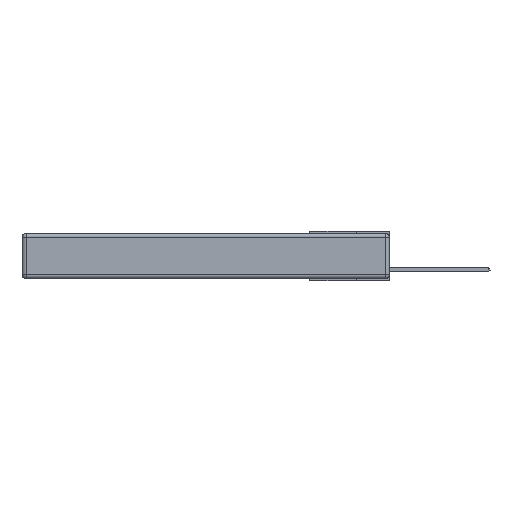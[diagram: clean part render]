
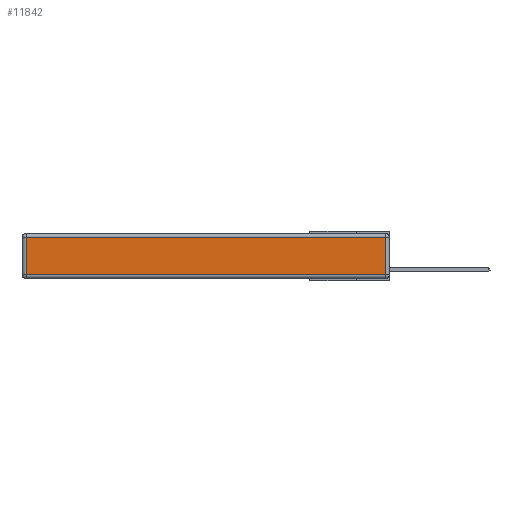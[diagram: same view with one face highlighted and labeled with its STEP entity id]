
A CAD part, left-side view. The second image highlights one B-rep face of the part: STEP entity #11842.
In plain terms, the highlighted planar face has unit normal (-1, 0, 0).
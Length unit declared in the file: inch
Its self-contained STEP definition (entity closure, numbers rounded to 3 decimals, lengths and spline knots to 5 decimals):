
#413 = DIRECTION ( 'NONE',  ( -1., 0., 0. ) ) ;
#632 = DIRECTION ( 'NONE',  ( 0., 1., 0. ) ) ;
#1446 = ORIENTED_EDGE ( 'NONE', *, *, #15197, .T. ) ;
#2073 = CARTESIAN_POINT ( 'NONE',  ( 0., 0.03, -0.03 ) ) ;
#3211 = CARTESIAN_POINT ( 'NONE',  ( 0., 2.72, -0.343 ) ) ;
#3275 = DIRECTION ( 'NONE',  ( 0., 0., 1. ) ) ;
#4260 = VECTOR ( 'NONE', #632, 39.37008 ) ;
#4284 = LINE ( 'NONE', #6026, #10769 ) ;
#4642 = DIRECTION ( 'NONE',  ( 0., 0., -1. ) ) ;
#6026 = CARTESIAN_POINT ( 'NONE',  ( 0., 0.03, -0.343 ) ) ;
#6581 = EDGE_LOOP ( 'NONE', ( #1446, #9809, #10428, #11824 ) ) ;
#6671 = VECTOR ( 'NONE', #4642, 39.37008 ) ;
#7282 = FACE_OUTER_BOUND ( 'NONE', #6581, .T. ) ;
#7405 = DIRECTION ( 'NONE',  ( 0., 0., 1. ) ) ;
#9109 = LINE ( 'NONE', #3211, #6671 ) ;
#9517 = VERTEX_POINT ( 'NONE', #16658 ) ;
#9809 = ORIENTED_EDGE ( 'NONE', *, *, #17675, .T. ) ;
#10428 = ORIENTED_EDGE ( 'NONE', *, *, #12271, .T. ) ;
#10769 = VECTOR ( 'NONE', #7405, 39.37008 ) ;
#11186 = LINE ( 'NONE', #14662, #4260 ) ;
#11594 = CARTESIAN_POINT ( 'NONE',  ( 0., 0., -0.313 ) ) ;
#11725 = AXIS2_PLACEMENT_3D ( 'NONE', #13306, #413, #3275 ) ;
#11824 = ORIENTED_EDGE ( 'NONE', *, *, #14050, .T. ) ;
#11842 = ADVANCED_FACE ( 'NONE', ( #7282 ), #17471, .T. ) ;
#12271 = EDGE_CURVE ( 'NONE', #14849, #9517, #11186, .T. ) ;
#12509 = CARTESIAN_POINT ( 'NONE',  ( 0., 0.03, -0.313 ) ) ;
#13306 = CARTESIAN_POINT ( 'NONE',  ( 0., 0., -0.343 ) ) ;
#13505 = LINE ( 'NONE', #11594, #15715 ) ;
#13740 = VERTEX_POINT ( 'NONE', #15049 ) ;
#14050 = EDGE_CURVE ( 'NONE', #9517, #13740, #9109, .T. ) ;
#14662 = CARTESIAN_POINT ( 'NONE',  ( 0., 2.75, -0.03 ) ) ;
#14849 = VERTEX_POINT ( 'NONE', #2073 ) ;
#15049 = CARTESIAN_POINT ( 'NONE',  ( 0., 2.72, -0.313 ) ) ;
#15197 = EDGE_CURVE ( 'NONE', #13740, #15484, #13505, .T. ) ;
#15484 = VERTEX_POINT ( 'NONE', #12509 ) ;
#15715 = VECTOR ( 'NONE', #17295, 39.37008 ) ;
#16658 = CARTESIAN_POINT ( 'NONE',  ( 0., 2.72, -0.03 ) ) ;
#17295 = DIRECTION ( 'NONE',  ( 0., -1., 0. ) ) ;
#17471 = PLANE ( 'NONE',  #11725 ) ;
#17675 = EDGE_CURVE ( 'NONE', #15484, #14849, #4284, .T. ) ;
